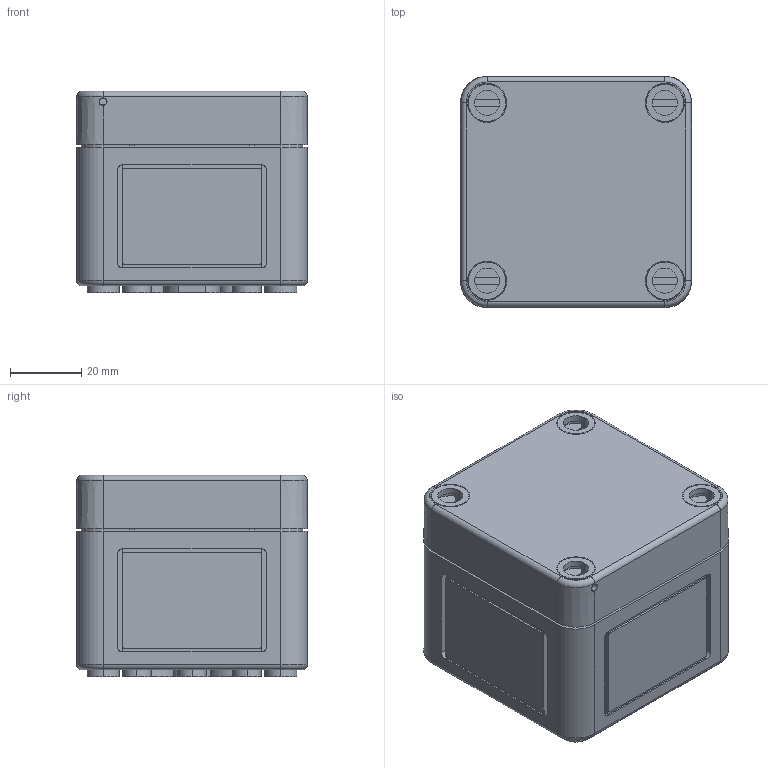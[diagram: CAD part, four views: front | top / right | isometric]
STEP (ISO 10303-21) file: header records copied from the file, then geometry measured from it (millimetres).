
FILE_DESCRIPTION (( 'STEP AP203' ), '1' );
FILE_NAME ('60070711.step', '2014-12-04T06:50:48', ( 'Windows-Benutzer' ), ( '' ), 'SwSTEP 2.0', 'SolidWorks 2014', '' );
FILE_SCHEMA (( 'CONFIG_CONTROL_DESIGN' ));
Length unit declared in the file: millimetre
Products named in the file (4): 60070711; Kasten_TK77-o; Deckel_TK77-6; Schraube_TK34mm-grau
Assembly tree (6 placements, depth 2):
  60070711
    Kasten_TK77-o
    Deckel_TK77-6
    Schraube_TK34mm-grau  x4
Bounding box: 65 x 65 x 56.7 mm (x, y, z)
Volume: 76679.4 mm3; surface area: 59646.1 mm2
Topology: 6 solids, 6 shells, 660 faces, 1677 edges, 1090 vertices
Faces by surface type: plane 349, cylinder 231, cone 64, torus 16
Entity records: 16699 total; most frequent: DIRECTION 2925, CARTESIAN_POINT 2914, ORIENTED_EDGE 2694, EDGE_CURVE 1347, AXIS2_PLACEMENT_3D 1065, VERTEX_POINT 874, VECTOR 795, LINE 795
